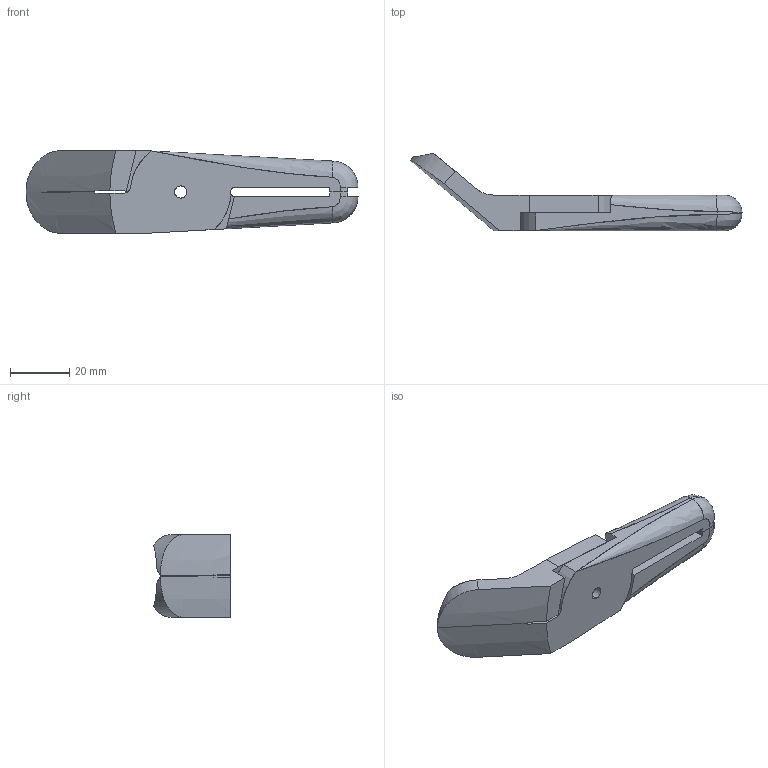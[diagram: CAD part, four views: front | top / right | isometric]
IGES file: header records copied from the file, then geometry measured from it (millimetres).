
Start section: SolidWorks IGES file using analytic representation for surfaces
Global section: file name: N20AA239.IGS; native system: SolidWorks 2010; preprocessor: SolidWorks 2010; author: NP3-7; date: 191129.075121; units: millimetre
Bounding box: 112.34 x 26.2 x 28 mm (x, y, z)
Surface area: 11411.1 mm2 (no closed solid volume)
Topology: 0 solids, 0 shells, 76 faces, 905 edges, 903 vertices
Faces by surface type: bspline 50, revolution 26
